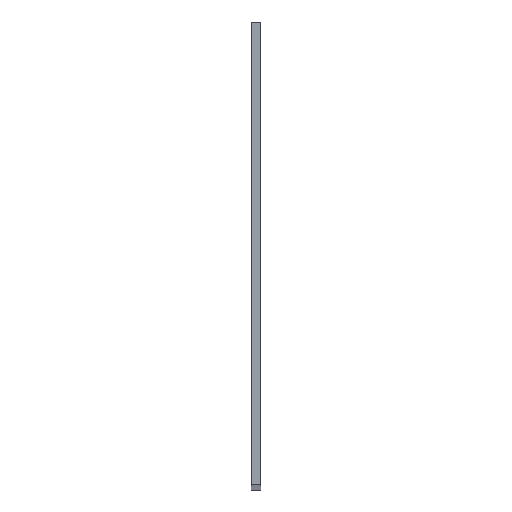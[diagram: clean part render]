
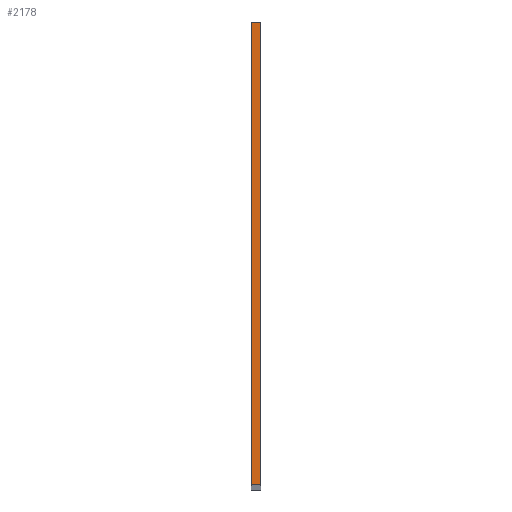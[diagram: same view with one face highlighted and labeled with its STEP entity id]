
A CAD part, top view. The second image highlights one B-rep face of the part: STEP entity #2178.
In plain terms, the highlighted planar face has unit normal (0, 0, 1).
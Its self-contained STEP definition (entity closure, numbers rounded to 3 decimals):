
#25 = ORIENTED_EDGE ( 'NONE', *, *, #393, .T. ) ;
#33 = ORIENTED_EDGE ( 'NONE', *, *, #464, .F. ) ;
#34 = ORIENTED_EDGE ( 'NONE', *, *, #381, .F. ) ;
#35 = ORIENTED_EDGE ( 'NONE', *, *, #41, .F. ) ;
#41 = EDGE_CURVE ( 'NONE', #600, #220, #225, .T. ) ;
#214 = AXIS2_PLACEMENT_3D ( 'NONE', #1274, #1265, #1263 ) ;
#220 = VERTEX_POINT ( 'NONE', #933 ) ;
#225 = LINE ( 'NONE', #831, #229 ) ;
#229 = VECTOR ( 'NONE', #853, 1000. ) ;
#249 = VECTOR ( 'NONE', #1895, 1000. ) ;
#257 = LINE ( 'NONE', #1789, #249 ) ;
#316 = VECTOR ( 'NONE', #913, 1000. ) ;
#381 = EDGE_CURVE ( 'NONE', #220, #539, #1013, .T. ) ;
#393 = EDGE_CURVE ( 'NONE', #600, #490, #991, .T. ) ;
#464 = EDGE_CURVE ( 'NONE', #539, #490, #257, .T. ) ;
#490 = VERTEX_POINT ( 'NONE', #1869 ) ;
#539 = VERTEX_POINT ( 'NONE', #1773 ) ;
#600 = VERTEX_POINT ( 'NONE', #1874 ) ;
#667 = EDGE_LOOP ( 'NONE', ( #25, #33, #34, #35 ) ) ;
#801 = DIRECTION ( 'NONE',  ( 0., 1., 0. ) ) ;
#802 = CARTESIAN_POINT ( 'NONE',  ( 0., 74.21, 263. ) ) ;
#831 = CARTESIAN_POINT ( 'NONE',  ( 1.5, 0., 263. ) ) ;
#853 = DIRECTION ( 'NONE',  ( -1., 0., 0. ) ) ;
#912 = CARTESIAN_POINT ( 'NONE',  ( 1.5, 74.21, 263. ) ) ;
#913 = DIRECTION ( 'NONE',  ( 0., 1., 0. ) ) ;
#933 = CARTESIAN_POINT ( 'NONE',  ( 0., 0., 263. ) ) ;
#991 = LINE ( 'NONE', #912, #316 ) ;
#1012 = VECTOR ( 'NONE', #801, 1000. ) ;
#1013 = LINE ( 'NONE', #802, #1012 ) ;
#1263 = DIRECTION ( 'NONE',  ( -1., 0., 0. ) ) ;
#1265 = DIRECTION ( 'NONE',  ( 0., 0., -1. ) ) ;
#1267 = PLANE ( 'NONE',  #214 ) ;
#1274 = CARTESIAN_POINT ( 'NONE',  ( 1.5, 74.21, 263. ) ) ;
#1510 = FACE_OUTER_BOUND ( 'NONE', #667, .T. ) ;
#1773 = CARTESIAN_POINT ( 'NONE',  ( 0., 74.21, 263. ) ) ;
#1789 = CARTESIAN_POINT ( 'NONE',  ( 0., 74.21, 263. ) ) ;
#1869 = CARTESIAN_POINT ( 'NONE',  ( 1.5, 74.21, 263. ) ) ;
#1874 = CARTESIAN_POINT ( 'NONE',  ( 1.5, 0., 263. ) ) ;
#1895 = DIRECTION ( 'NONE',  ( 1., 0., 0. ) ) ;
#2178 = ADVANCED_FACE ( 'NONE', ( #1510 ), #1267, .F. ) ;
